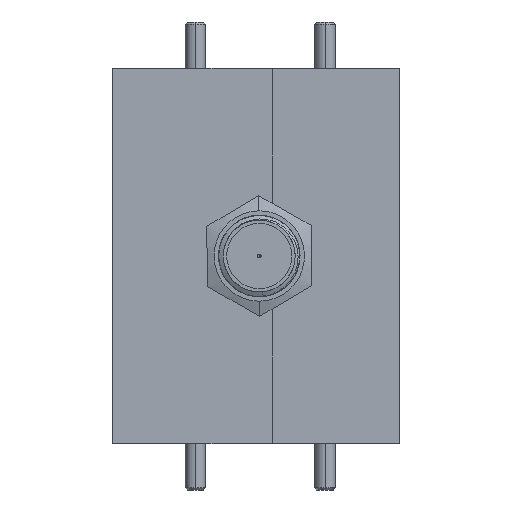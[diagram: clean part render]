
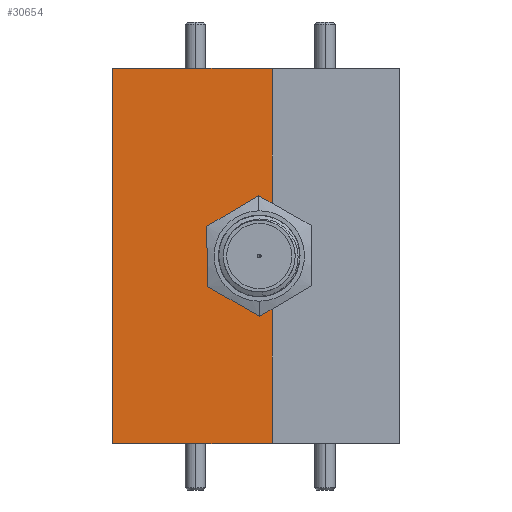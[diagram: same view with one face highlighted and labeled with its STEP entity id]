
A CAD part, left-side view. The second image highlights one B-rep face of the part: STEP entity #30654.
In plain terms, the highlighted planar face has unit normal (-1, 0, 0).
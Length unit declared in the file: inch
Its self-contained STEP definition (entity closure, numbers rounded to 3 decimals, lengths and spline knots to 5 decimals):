
#751 = VERTEX_POINT ( 'NONE', #17597 ) ;
#1279 = CARTESIAN_POINT ( 'NONE',  ( -0.575, 0.49, -0.575 ) ) ;
#1363 = AXIS2_PLACEMENT_3D ( 'NONE', #2186, #41751, #33787 ) ;
#1637 = DIRECTION ( 'NONE',  ( 0., 0., -1. ) ) ;
#1728 = ORIENTED_EDGE ( 'NONE', *, *, #47661, .F. ) ;
#2186 = CARTESIAN_POINT ( 'NONE',  ( -0.575, 0.49, 0.575 ) ) ;
#2312 = EDGE_LOOP ( 'NONE', ( #47309, #7921, #49846, #43414, #4608, #1728, #36383, #43698 ) ) ;
#2719 = CARTESIAN_POINT ( 'NONE',  ( -0.575, 0.49, -0.575 ) ) ;
#3472 = CARTESIAN_POINT ( 'NONE',  ( -0.575, 0.04, -0.1105 ) ) ;
#3689 = CIRCLE ( 'NONE', #14209, 0.1105 ) ;
#4529 = VECTOR ( 'NONE', #13049, 39.37008 ) ;
#4608 = ORIENTED_EDGE ( 'NONE', *, *, #6669, .F. ) ;
#5727 = CARTESIAN_POINT ( 'NONE',  ( -0.575, 0.04, 0. ) ) ;
#6509 = EDGE_CURVE ( 'NONE', #46816, #38493, #21062, .T. ) ;
#6669 = EDGE_CURVE ( 'NONE', #22507, #751, #48789, .T. ) ;
#7921 = ORIENTED_EDGE ( 'NONE', *, *, #17095, .T. ) ;
#8383 = CARTESIAN_POINT ( 'NONE',  ( -0.575, 0.49, 0.575 ) ) ;
#8923 = AXIS2_PLACEMENT_3D ( 'NONE', #5727, #40421, #1637 ) ;
#10650 = VERTEX_POINT ( 'NONE', #18334 ) ;
#10698 = CARTESIAN_POINT ( 'NONE',  ( -0.575, 0., -0.575 ) ) ;
#11691 = EDGE_CURVE ( 'NONE', #38493, #41349, #16164, .T. ) ;
#11693 = DIRECTION ( 'NONE',  ( 0., 0., -1. ) ) ;
#13049 = DIRECTION ( 'NONE',  ( 0., 0., 1. ) ) ;
#13155 = LINE ( 'NONE', #25227, #41768 ) ;
#13668 = DIRECTION ( 'NONE',  ( 0., 0., 1. ) ) ;
#14209 = AXIS2_PLACEMENT_3D ( 'NONE', #27895, #31991, #11693 ) ;
#14363 = CARTESIAN_POINT ( 'NONE',  ( -0.575, 0.49, 0.575 ) ) ;
#16164 = LINE ( 'NONE', #40278, #4529 ) ;
#16454 = DIRECTION ( 'NONE',  ( 0., -1., 0. ) ) ;
#17095 = EDGE_CURVE ( 'NONE', #44769, #10650, #34388, .T. ) ;
#17597 = CARTESIAN_POINT ( 'NONE',  ( -0.575, 0., 0.575 ) ) ;
#17732 = CARTESIAN_POINT ( 'NONE',  ( -0.575, 0., -0.10301 ) ) ;
#17996 = LINE ( 'NONE', #26209, #47352 ) ;
#18334 = CARTESIAN_POINT ( 'NONE',  ( -0.575, 0.04, 0.1105 ) ) ;
#19556 = EDGE_CURVE ( 'NONE', #41349, #44769, #3689, .T. ) ;
#19804 = VERTEX_POINT ( 'NONE', #31128 ) ;
#20887 = DIRECTION ( 'NONE',  ( 0., 0., -1. ) ) ;
#21062 = LINE ( 'NONE', #1279, #43975 ) ;
#22507 = VERTEX_POINT ( 'NONE', #8383 ) ;
#25227 = CARTESIAN_POINT ( 'NONE',  ( -0.575, 0.49, 0.575 ) ) ;
#25248 = EDGE_CURVE ( 'NONE', #10650, #19804, #38909, .T. ) ;
#26082 = PLANE ( 'NONE',  #1363 ) ;
#26209 = CARTESIAN_POINT ( 'NONE',  ( -0.575, 0., 0.575 ) ) ;
#27895 = CARTESIAN_POINT ( 'NONE',  ( -0.575, 0.04, 0. ) ) ;
#30001 = VECTOR ( 'NONE', #33878, 39.37008 ) ;
#30654 = ADVANCED_FACE ( 'NONE', ( #49451 ), #26082, .F. ) ;
#31128 = CARTESIAN_POINT ( 'NONE',  ( -0.575, 0., 0.10301 ) ) ;
#31991 = DIRECTION ( 'NONE',  ( 1., 0., 0. ) ) ;
#32447 = DIRECTION ( 'NONE',  ( 1., 0., 0. ) ) ;
#33787 = DIRECTION ( 'NONE',  ( 0., 0., -1. ) ) ;
#33878 = DIRECTION ( 'NONE',  ( 0., -1., 0. ) ) ;
#34388 = CIRCLE ( 'NONE', #8923, 0.1105 ) ;
#36383 = ORIENTED_EDGE ( 'NONE', *, *, #6509, .T. ) ;
#38273 = DIRECTION ( 'NONE',  ( 0., 0., 1. ) ) ;
#38493 = VERTEX_POINT ( 'NONE', #10698 ) ;
#38909 = CIRCLE ( 'NONE', #48742, 0.1105 ) ;
#40278 = CARTESIAN_POINT ( 'NONE',  ( -0.575, 0., 0.575 ) ) ;
#40421 = DIRECTION ( 'NONE',  ( 1., 0., 0. ) ) ;
#41349 = VERTEX_POINT ( 'NONE', #17732 ) ;
#41751 = DIRECTION ( 'NONE',  ( 1., 0., 0. ) ) ;
#41768 = VECTOR ( 'NONE', #13668, 39.37008 ) ;
#42164 = EDGE_CURVE ( 'NONE', #19804, #751, #17996, .T. ) ;
#43414 = ORIENTED_EDGE ( 'NONE', *, *, #42164, .T. ) ;
#43698 = ORIENTED_EDGE ( 'NONE', *, *, #11691, .T. ) ;
#43975 = VECTOR ( 'NONE', #16454, 39.37008 ) ;
#44769 = VERTEX_POINT ( 'NONE', #3472 ) ;
#46816 = VERTEX_POINT ( 'NONE', #2719 ) ;
#47309 = ORIENTED_EDGE ( 'NONE', *, *, #19556, .T. ) ;
#47352 = VECTOR ( 'NONE', #38273, 39.37008 ) ;
#47661 = EDGE_CURVE ( 'NONE', #46816, #22507, #13155, .T. ) ;
#48742 = AXIS2_PLACEMENT_3D ( 'NONE', #48878, #32447, #20887 ) ;
#48789 = LINE ( 'NONE', #14363, #30001 ) ;
#48878 = CARTESIAN_POINT ( 'NONE',  ( -0.575, 0.04, 0. ) ) ;
#49451 = FACE_OUTER_BOUND ( 'NONE', #2312, .T. ) ;
#49846 = ORIENTED_EDGE ( 'NONE', *, *, #25248, .T. ) ;
